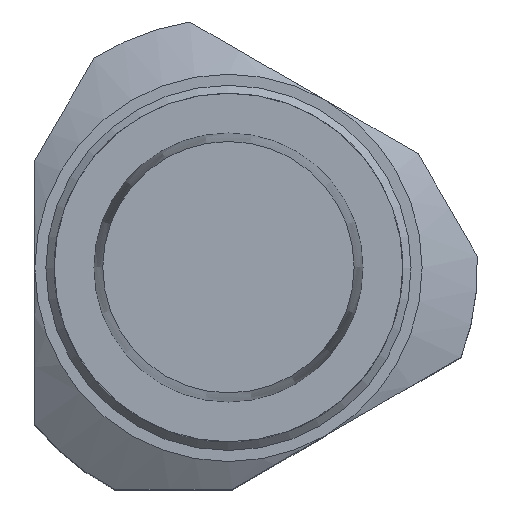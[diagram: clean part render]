
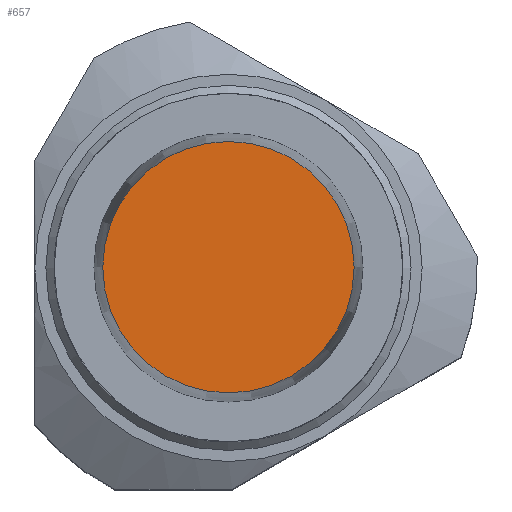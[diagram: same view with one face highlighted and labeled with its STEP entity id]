
A CAD part, top view. The second image highlights one B-rep face of the part: STEP entity #657.
In plain terms, the highlighted planar face has unit normal (0, 0, 1).
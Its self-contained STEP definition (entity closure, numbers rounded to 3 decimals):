
#376=EDGE_CURVE('240[2]',#1076,#1076,#1077,.T.);
#657=ADVANCED_FACE('240[2]',(#1470),#1471,.T.);
#1076=VERTEX_POINT('',#2029);
#1077=CIRCLE('',#2030,22.715);
#1470=FACE_OUTER_BOUND('',#2750,.T.);
#1471=PLANE('',#2751);
#2029=CARTESIAN_POINT('',(22.715,0.,32.0));
#2030=AXIS2_PLACEMENT_3D('',#3554,#3555,#3556);
#2750=EDGE_LOOP('',(#4047));
#2751=AXIS2_PLACEMENT_3D('',#4048,#4049,#4050);
#3554=CARTESIAN_POINT('',(0.,0.,32.0));
#3555=DIRECTION('',(0.,0.,-1.0));
#3556=DIRECTION('',(1.0,0.,0.));
#4047=ORIENTED_EDGE('',*,*,#376,.F.);
#4048=CARTESIAN_POINT('',(11.357,0.,32.0));
#4049=DIRECTION('',(0.,0.,1.0));
#4050=DIRECTION('',(1.0,0.,0.0));
